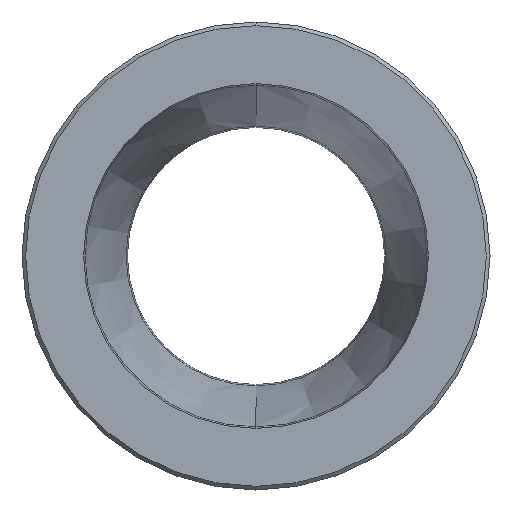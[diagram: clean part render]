
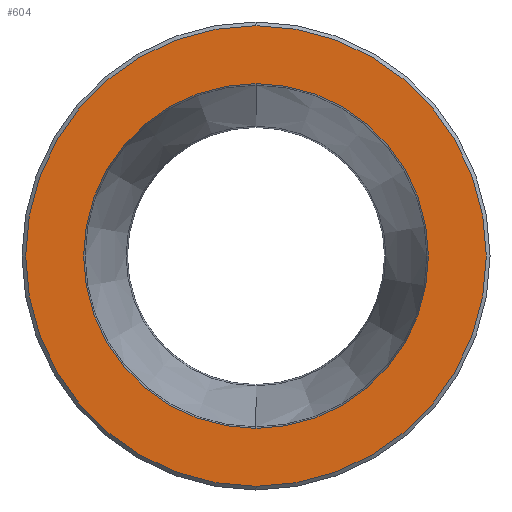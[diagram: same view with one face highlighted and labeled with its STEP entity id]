
A CAD part, left-side view. The second image highlights one B-rep face of the part: STEP entity #604.
In plain terms, the highlighted planar face has unit normal (-1, 0, 0).
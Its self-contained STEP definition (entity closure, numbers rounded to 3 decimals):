
#39 = VERTEX_POINT ( 'NONE', #1244 ) ;
#64 = VERTEX_POINT ( 'NONE', #1163 ) ;
#71 = AXIS2_PLACEMENT_3D ( 'NONE', #381, #1130, #1210 ) ;
#132 = CARTESIAN_POINT ( 'NONE',  ( 0., 0., -46.75 ) ) ;
#162 = ORIENTED_EDGE ( 'NONE', *, *, #1183, .T. ) ;
#166 = ORIENTED_EDGE ( 'NONE', *, *, #1194, .T. ) ;
#169 = ORIENTED_EDGE ( 'NONE', *, *, #1157, .F. ) ;
#181 = ORIENTED_EDGE ( 'NONE', *, *, #838, .F. ) ;
#208 = DIRECTION ( 'NONE',  ( 0., 0., -1. ) ) ;
#209 = DIRECTION ( 'NONE',  ( 1., 0., 0. ) ) ;
#227 = PLANE ( 'NONE',  #934 ) ;
#257 = FACE_BOUND ( 'NONE', #574, .T. ) ;
#260 = FACE_OUTER_BOUND ( 'NONE', #512, .T. ) ;
#292 = CARTESIAN_POINT ( 'NONE',  ( 0., 47.5, 0. ) ) ;
#311 = DIRECTION ( 'NONE',  ( 0., 0., -1. ) ) ;
#351 = CARTESIAN_POINT ( 'NONE',  ( 0., 0., 0. ) ) ;
#381 = CARTESIAN_POINT ( 'NONE',  ( 0., 0., 0. ) ) ;
#425 = DIRECTION ( 'NONE',  ( -1., 0., 0. ) ) ;
#456 = DIRECTION ( 'NONE',  ( -1., 0., 0. ) ) ;
#499 = DIRECTION ( 'NONE',  ( -1., 0., 0. ) ) ;
#512 = EDGE_LOOP ( 'NONE', ( #162, #166 ) ) ;
#550 = CARTESIAN_POINT ( 'NONE',  ( 0., 0., 0. ) ) ;
#574 = EDGE_LOOP ( 'NONE', ( #169, #181 ) ) ;
#604 = ADVANCED_FACE ( 'NONE', ( #260, #257 ), #227, .F. ) ;
#785 = CIRCLE ( 'NONE', #1322, 46.75 ) ;
#825 = CIRCLE ( 'NONE', #71, 46.75 ) ;
#838 = EDGE_CURVE ( 'NONE', #39, #64, #1087, .T. ) ;
#911 = CIRCLE ( 'NONE', #1267, 35. ) ;
#918 = AXIS2_PLACEMENT_3D ( 'NONE', #550, #456, #1318 ) ;
#932 = DIRECTION ( 'NONE',  ( 0., 0., 1. ) ) ;
#934 = AXIS2_PLACEMENT_3D ( 'NONE', #292, #209, #208 ) ;
#1087 = CIRCLE ( 'NONE', #918, 35. ) ;
#1123 = CARTESIAN_POINT ( 'NONE',  ( 0., 0., 0. ) ) ;
#1130 = DIRECTION ( 'NONE',  ( -1., 0., 0. ) ) ;
#1157 = EDGE_CURVE ( 'NONE', #64, #39, #911, .T. ) ;
#1163 = CARTESIAN_POINT ( 'NONE',  ( 0., 0., 35. ) ) ;
#1178 = CARTESIAN_POINT ( 'NONE',  ( 0., 0., 46.75 ) ) ;
#1183 = EDGE_CURVE ( 'NONE', #1224, #1320, #825, .T. ) ;
#1194 = EDGE_CURVE ( 'NONE', #1320, #1224, #785, .T. ) ;
#1210 = DIRECTION ( 'NONE',  ( 0., 0., -1. ) ) ;
#1224 = VERTEX_POINT ( 'NONE', #132 ) ;
#1244 = CARTESIAN_POINT ( 'NONE',  ( 0., 0., -35. ) ) ;
#1267 = AXIS2_PLACEMENT_3D ( 'NONE', #351, #425, #932 ) ;
#1318 = DIRECTION ( 'NONE',  ( 0., 0., 1. ) ) ;
#1320 = VERTEX_POINT ( 'NONE', #1178 ) ;
#1322 = AXIS2_PLACEMENT_3D ( 'NONE', #1123, #499, #311 ) ;
